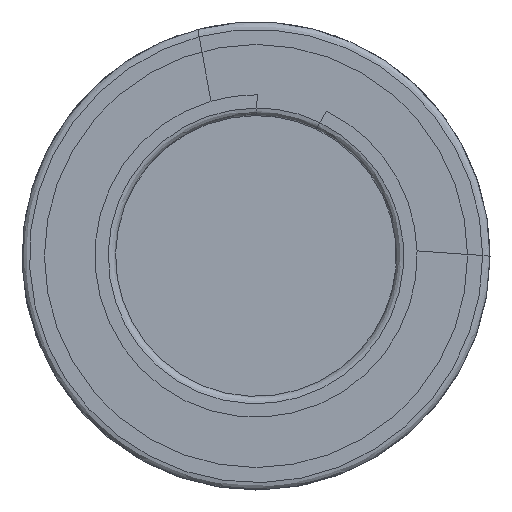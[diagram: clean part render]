
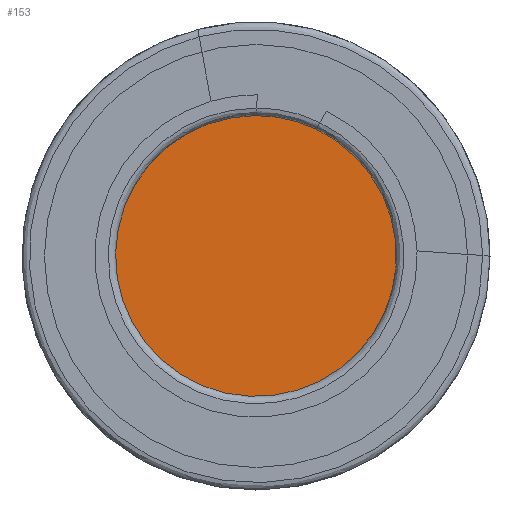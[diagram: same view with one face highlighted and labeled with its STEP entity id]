
A CAD part, left-side view. The second image highlights one B-rep face of the part: STEP entity #153.
In plain terms, the highlighted planar face has unit normal (-1, 0, 0).
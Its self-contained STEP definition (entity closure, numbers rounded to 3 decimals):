
#111=FACE_OUTER_BOUND('',#229,.T.);
#140=PLANE('',#546);
#153=ADVANCED_FACE('',(#111),#140,.F.);
#229=EDGE_LOOP('',(#276));
#276=ORIENTED_EDGE('',*,*,#435,.T.);
#391=VERTEX_POINT('',#742);
#435=EDGE_CURVE('',#391,#391,#498,.T.);
#498=CIRCLE('',#545,11.3);
#545=AXIS2_PLACEMENT_3D('',#741,#628,#629);
#546=AXIS2_PLACEMENT_3D('',#743,#630,#631);
#628=DIRECTION('',(-1.,0.,0.));
#629=DIRECTION('',(0.,0.,1.));
#630=DIRECTION('',(1.,0.,0.));
#631=DIRECTION('',(0.,0.,-1.));
#741=CARTESIAN_POINT('',(0.35,0.,0.));
#742=CARTESIAN_POINT('',(0.35,0.,11.3));
#743=CARTESIAN_POINT('',(0.35,0.,0.));
